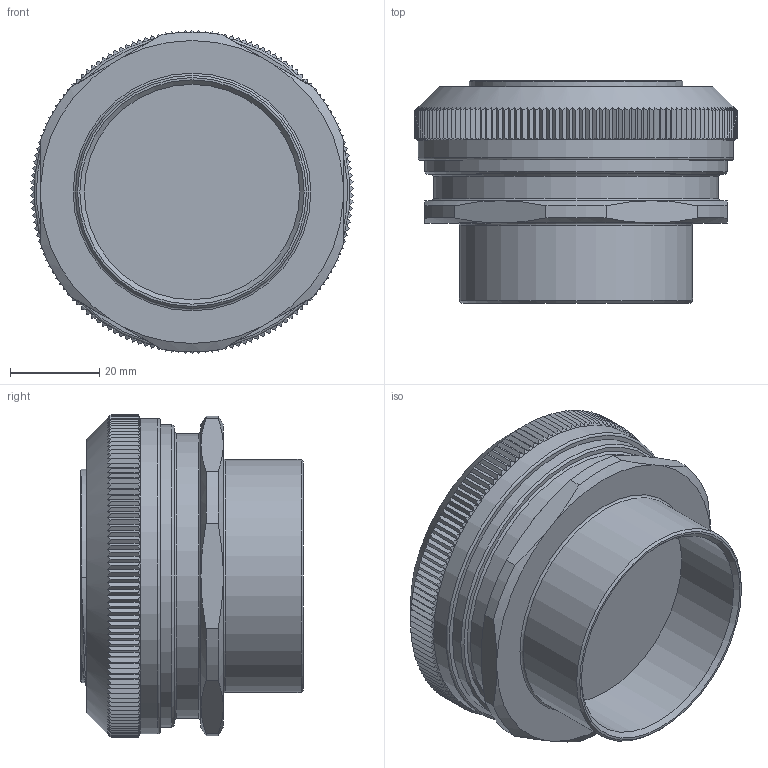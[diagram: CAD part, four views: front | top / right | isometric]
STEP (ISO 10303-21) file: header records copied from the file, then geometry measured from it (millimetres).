
FILE_DESCRIPTION(/* description */ (''),/* implementation_level */ '2;1');
FILE_NAME(/* name */ '',/* time_stamp */ '2025-06-27T14:21:07+07:00',/* author */ ('zeta-72'),/* organization */ (''),/* preprocessor_version */ 'ST-DEVELOPER v19.2',/* originating_system */ 'Autodesk Inventor 2024',/* authorisation */ '');
FILE_SCHEMA (('AUTOMOTIVE_DESIGN { 1 0 10303 214 3 1 1 }'));
Length unit declared in the file: millimetre
Products named in the file (1): Сборка МВВ-
М50-МР50_Упростить_
1
Bounding box: 72.53 x 50 x 72.55 mm (x, y, z)
Volume: 118151.4 mm3; surface area: 21871.9 mm2
Topology: 1 solids, 1 shells, 357 faces, 1033 edges, 686 vertices
Faces by surface type: plane 316, cone 20, cylinder 16, torus 3, bspline 2
Full cylindrical faces by diameter (mm): 46.4 x1, 48.4 x1, 52.4 x1, 59 x1, 64 x1, 68 x1, 71 x1
Entity records: 11543 total; most frequent: CARTESIAN_POINT 3557, ORIENTED_EDGE 2066, DIRECTION 1176, EDGE_CURVE 1033, VERTEX_POINT 686, AXIS2_PLACEMENT_3D 421, EDGE_LOOP 365, FACE_OUTER_BOUND 357
